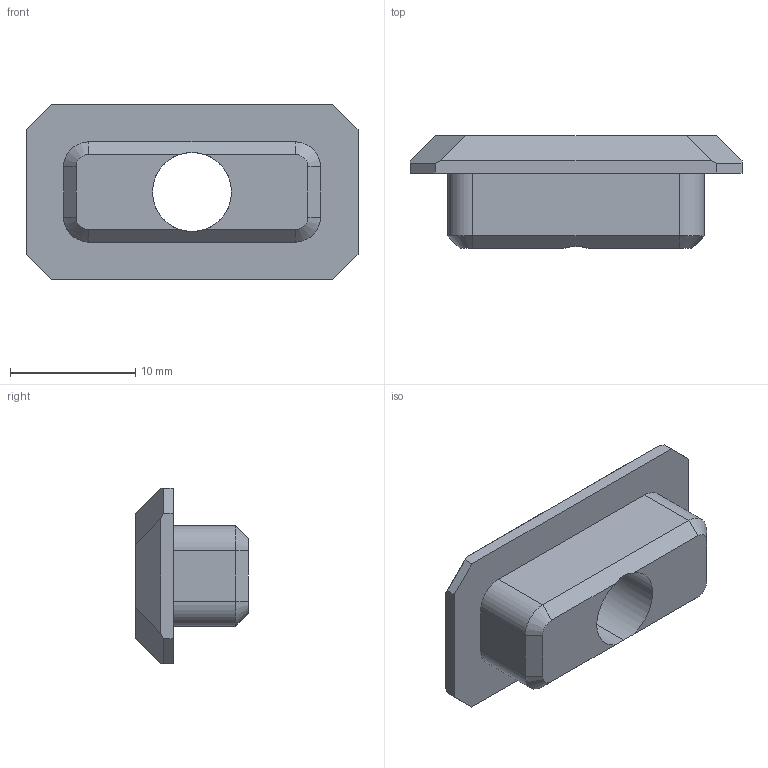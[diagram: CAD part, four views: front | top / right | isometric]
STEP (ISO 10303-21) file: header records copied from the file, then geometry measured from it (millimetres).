
FILE_DESCRIPTION((''),'2;1');
FILE_NAME('MAGNET_HOLDER_2_MAGNETS','2022-09-04T01:16:24',('dinus'),(''),'CREO PARAMETRIC BY PTC INC, 2021164','CREO PARAMETRIC BY PTC INC, 2021164','');
FILE_SCHEMA(('CONFIG_CONTROL_DESIGN'));
Length unit declared in the file: millimetre
Products named in the file (1): MAGNET_HOLDER_2_MAGNETS
Bounding box: 26.5 x 9 x 14 mm (x, y, z)
Volume: 1491.6 mm3; surface area: 1280.5 mm2
Topology: 1 solids, 1 shells, 42 faces, 110 edges, 70 vertices
Faces by surface type: plane 30, cylinder 8, cone 4
Entity records: 1316 total; most frequent: CARTESIAN_POINT 228, ORIENTED_EDGE 220, DIRECTION 212, EDGE_CURVE 110, VECTOR 84, LINE 84, VERTEX_POINT 70, AXIS2_PLACEMENT_3D 64
